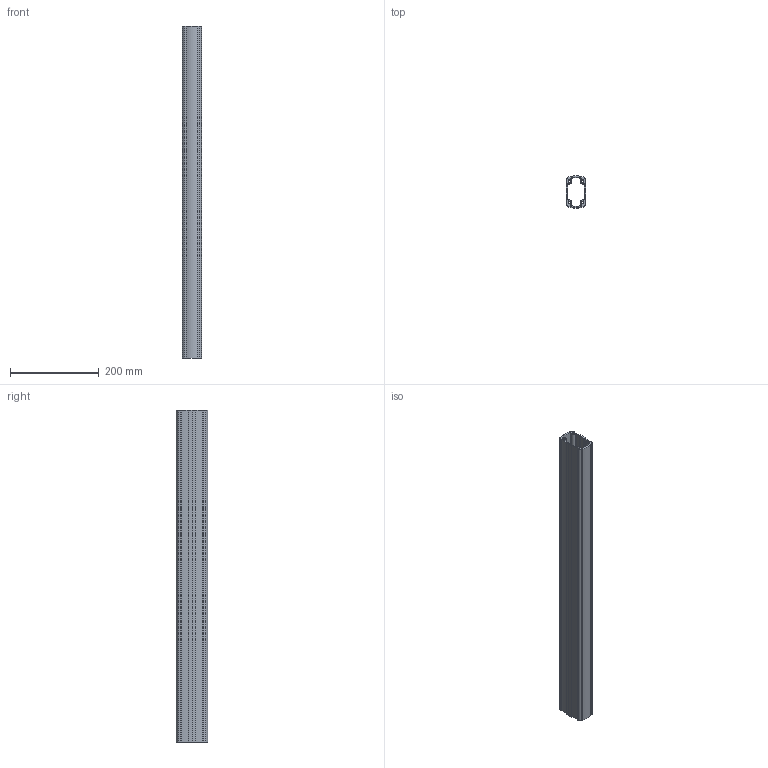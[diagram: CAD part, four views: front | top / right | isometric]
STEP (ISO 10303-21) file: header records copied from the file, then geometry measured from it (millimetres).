
FILE_DESCRIPTION (( 'STEP AP203' ), '1' );
FILE_NAME ('TK045.075.STEP', '2018-09-19T07:22:32', ( '' ), ( '' ), 'SwSTEP 2.0', 'SolidWorks 2018', '' );
FILE_SCHEMA (( 'CONFIG_CONTROL_DESIGN' ));
Length unit declared in the file: millimetre
Products named in the file (1): TK045.075
Bounding box: 44.99 x 71.82 x 750 mm (x, y, z)
Volume: 633685.8 mm3; surface area: 364562.1 mm2
Topology: 1 solids, 1 shells, 96 faces, 282 edges, 188 vertices
Faces by surface type: cylinder 74, plane 14, bspline 8
Entity records: 3483 total; most frequent: CARTESIAN_POINT 751, DIRECTION 592, ORIENTED_EDGE 564, EDGE_CURVE 282, AXIS2_PLACEMENT_3D 237, VERTEX_POINT 188, CIRCLE 148, VECTOR 118
